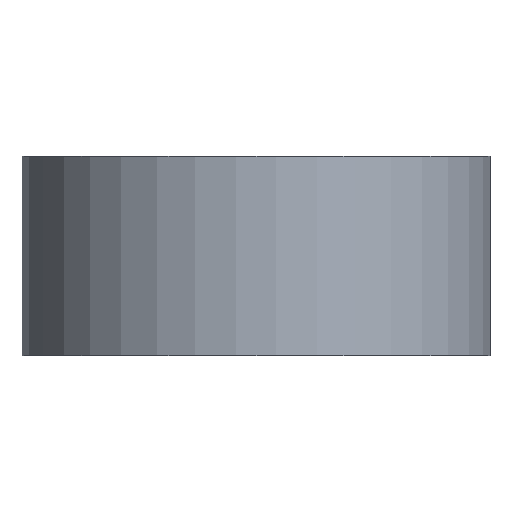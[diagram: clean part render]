
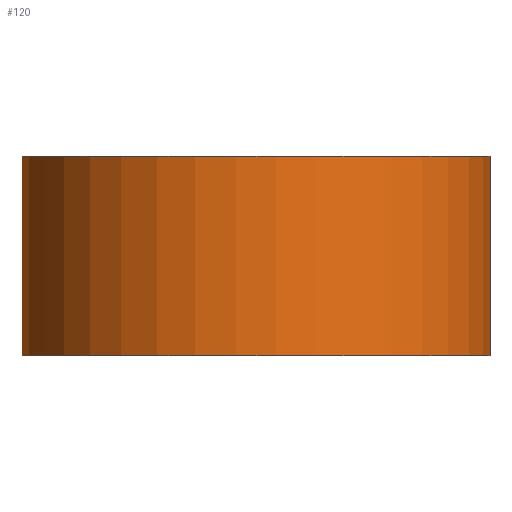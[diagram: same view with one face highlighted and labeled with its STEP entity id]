
A CAD part, left-side view. The second image highlights one B-rep face of the part: STEP entity #120.
In plain terms, the highlighted cylindrical face has radius 7.887 mm (diameter 15.775 mm), a partial arc.
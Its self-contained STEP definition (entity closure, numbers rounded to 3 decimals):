
#17=CIRCLE('',#142,7.887);
#18=CIRCLE('',#143,7.887);
#23=CYLINDRICAL_SURFACE('',#141,7.887);
#27=FACE_OUTER_BOUND('',#34,.T.);
#34=EDGE_LOOP('',(#89,#90,#91,#92));
#43=LINE('',#196,#52);
#46=LINE('',#204,#55);
#52=VECTOR('',#158,10.);
#55=VECTOR('',#165,10.);
#61=VERTEX_POINT('',#193);
#62=VERTEX_POINT('',#195);
#64=VERTEX_POINT('',#201);
#65=VERTEX_POINT('',#203);
#71=EDGE_CURVE('',#62,#61,#43,.T.);
#74=EDGE_CURVE('',#61,#64,#17,.T.);
#75=EDGE_CURVE('',#65,#64,#46,.T.);
#76=EDGE_CURVE('',#62,#65,#18,.T.);
#89=ORIENTED_EDGE('',*,*,#74,.T.);
#90=ORIENTED_EDGE('',*,*,#75,.F.);
#91=ORIENTED_EDGE('',*,*,#76,.F.);
#92=ORIENTED_EDGE('',*,*,#71,.T.);
#120=ADVANCED_FACE('',(#27),#23,.T.);
#141=AXIS2_PLACEMENT_3D('',#200,#161,#162);
#142=AXIS2_PLACEMENT_3D('',#202,#163,#164);
#143=AXIS2_PLACEMENT_3D('',#205,#166,#167);
#158=DIRECTION('',(0.,0.,-1.));
#161=DIRECTION('center_axis',(0.,0.,-1.));
#162=DIRECTION('ref_axis',(-1.,0.,0.));
#163=DIRECTION('center_axis',(0.,0.,1.));
#164=DIRECTION('ref_axis',(-1.,0.,0.));
#165=DIRECTION('',(0.,0.,-1.));
#166=DIRECTION('center_axis',(0.,0.,1.));
#167=DIRECTION('ref_axis',(-1.,0.,0.));
#193=CARTESIAN_POINT('',(14.855,3.359,-0.791));
#195=CARTESIAN_POINT('',(14.855,3.359,5.903));
#196=CARTESIAN_POINT('',(14.855,3.359,5.903));
#200=CARTESIAN_POINT('Origin',(7.719,0.,5.903));
#201=CARTESIAN_POINT('',(14.855,-3.359,-0.791));
#202=CARTESIAN_POINT('Origin',(7.719,0.,-0.791));
#203=CARTESIAN_POINT('',(14.855,-3.359,5.903));
#204=CARTESIAN_POINT('',(14.855,-3.359,5.903));
#205=CARTESIAN_POINT('Origin',(7.719,0.,5.903));
